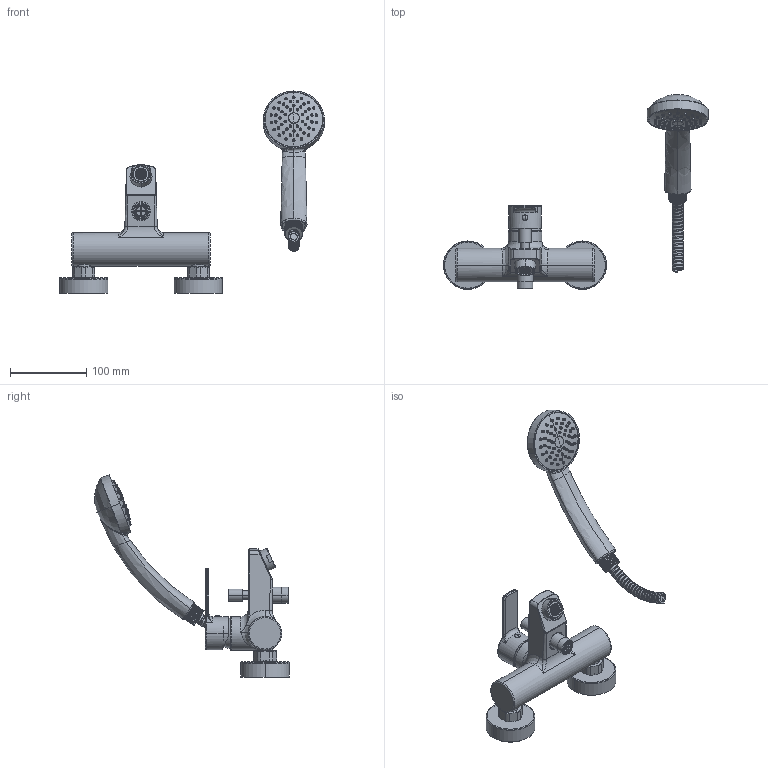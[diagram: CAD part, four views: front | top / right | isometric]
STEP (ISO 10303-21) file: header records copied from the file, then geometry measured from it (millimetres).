
FILE_DESCRIPTION((''),'2;1');
FILE_NAME('RED023CR','2021-11-08T13:50:38',('ut3'),('PAFFONI SpA'),'CREO PARAMETRIC BY PTC INC, 2020044','CREO PARAMETRIC BY PTC INC, 2020044','');
FILE_SCHEMA(('CONFIG_CONTROL_DESIGN','SHAPE_APPEARANCE_LAYERS_GROUPS'));
Products named in the file (1): RED023CR
Bounding box: 346.99 x 254.79 x 264.67 mm (x, y, z)
Volume: 401839.8 mm3; surface area: 244694.1 mm2
Topology: 11 solids, 12 shells, 4188 faces, 11573 edges, 7479 vertices
Faces by surface type: plane 2536, cylinder 709, cone 371, torus 319, bspline 184, sphere 61, extrusion 8
Entity records: 228991 total; most frequent: CARTESIAN_POINT 90784, ORIENTED_EDGE 23088, DIRECTION 21793, EDGE_CURVE 11544, AXIS2_PLACEMENT_3D 7624, VERTEX_POINT 7479, VECTOR 6545, LINE 6537
